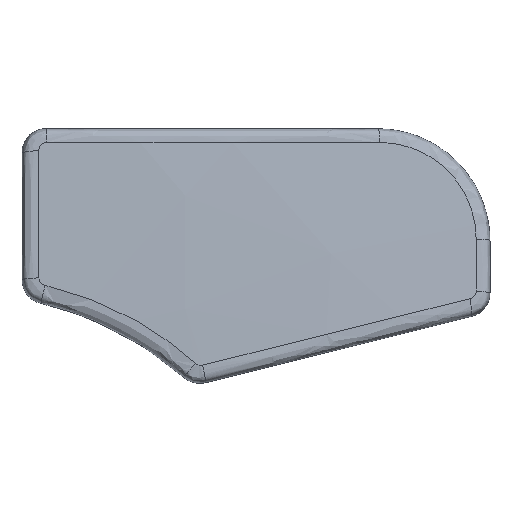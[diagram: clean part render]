
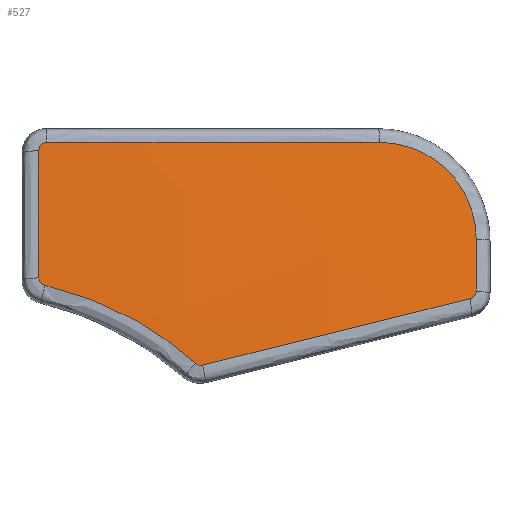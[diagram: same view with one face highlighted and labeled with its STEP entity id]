
A CAD part, top view. The second image highlights one B-rep face of the part: STEP entity #527.
In plain terms, the highlighted spherical face has radius 275 mm.
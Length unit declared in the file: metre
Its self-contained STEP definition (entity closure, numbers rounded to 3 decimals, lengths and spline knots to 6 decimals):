
#30=SPHERICAL_SURFACE('',#592,0.275);
#52=B_SPLINE_CURVE_WITH_KNOTS('',3,(#871,#872,#873,#874),.UNSPECIFIED.,
 .F.,.F.,(4,4),(0.,1.),.UNSPECIFIED.);
#53=B_SPLINE_CURVE_WITH_KNOTS('',3,(#877,#878,#879,#880),.UNSPECIFIED.,
 .F.,.F.,(4,4),(0.,1.),.UNSPECIFIED.);
#54=B_SPLINE_CURVE_WITH_KNOTS('',3,(#882,#883,#884,#885),.UNSPECIFIED.,
 .F.,.F.,(4,4),(0.,1.),.UNSPECIFIED.);
#55=B_SPLINE_CURVE_WITH_KNOTS('',3,(#887,#888,#889,#890),.UNSPECIFIED.,
 .F.,.F.,(4,4),(0.,1.),.UNSPECIFIED.);
#56=B_SPLINE_CURVE_WITH_KNOTS('',3,(#892,#893,#894,#895,#896,#897,#898),
 .UNSPECIFIED.,.F.,.F.,(4,1,1,1,4),(0.,0.25,0.5,0.75,1.),.UNSPECIFIED.);
#57=B_SPLINE_CURVE_WITH_KNOTS('',3,(#900,#901,#902,#903),.UNSPECIFIED.,
 .F.,.F.,(4,4),(0.,1.),.UNSPECIFIED.);
#58=B_SPLINE_CURVE_WITH_KNOTS('',3,(#905,#906,#907,#908),.UNSPECIFIED.,
 .F.,.F.,(4,4),(0.,1.),.UNSPECIFIED.);
#59=B_SPLINE_CURVE_WITH_KNOTS('',3,(#910,#911,#912,#913),.UNSPECIFIED.,
 .F.,.F.,(4,4),(0.,1.),.UNSPECIFIED.);
#60=B_SPLINE_CURVE_WITH_KNOTS('',3,(#915,#916,#917,#918),.UNSPECIFIED.,
 .F.,.F.,(4,4),(0.,1.),.UNSPECIFIED.);
#61=B_SPLINE_CURVE_WITH_KNOTS('',3,(#920,#921,#922,#923,#924,#925),
 .UNSPECIFIED.,.F.,.F.,(4,1,1,4),(0.,0.25,0.5,1.),.UNSPECIFIED.);
#142=ORIENTED_EDGE('',*,*,#284,.T.);
#143=ORIENTED_EDGE('',*,*,#285,.T.);
#144=ORIENTED_EDGE('',*,*,#286,.T.);
#145=ORIENTED_EDGE('',*,*,#287,.T.);
#146=ORIENTED_EDGE('',*,*,#288,.T.);
#147=ORIENTED_EDGE('',*,*,#289,.T.);
#148=ORIENTED_EDGE('',*,*,#290,.T.);
#149=ORIENTED_EDGE('',*,*,#291,.T.);
#150=ORIENTED_EDGE('',*,*,#292,.T.);
#151=ORIENTED_EDGE('',*,*,#293,.T.);
#284=EDGE_CURVE('',#350,#351,#52,.T.);
#285=EDGE_CURVE('',#351,#352,#53,.T.);
#286=EDGE_CURVE('',#352,#353,#54,.T.);
#287=EDGE_CURVE('',#353,#354,#55,.T.);
#288=EDGE_CURVE('',#354,#355,#56,.T.);
#289=EDGE_CURVE('',#355,#356,#57,.T.);
#290=EDGE_CURVE('',#356,#357,#58,.T.);
#291=EDGE_CURVE('',#357,#358,#59,.T.);
#292=EDGE_CURVE('',#358,#359,#60,.T.);
#293=EDGE_CURVE('',#359,#350,#61,.T.);
#350=VERTEX_POINT('',#875);
#351=VERTEX_POINT('',#876);
#352=VERTEX_POINT('',#881);
#353=VERTEX_POINT('',#886);
#354=VERTEX_POINT('',#891);
#355=VERTEX_POINT('',#899);
#356=VERTEX_POINT('',#904);
#357=VERTEX_POINT('',#909);
#358=VERTEX_POINT('',#914);
#359=VERTEX_POINT('',#919);
#433=EDGE_LOOP('',(#142,#143,#144,#145,#146,#147,#148,#149,#150,#151));
#477=FACE_BOUND('',#433,.T.);
#527=ADVANCED_FACE('',(#477),#30,.T.);
#592=AXIS2_PLACEMENT_3D('',#870,#683,#684);
#683=DIRECTION('',(1.,0.,0.));
#684=DIRECTION('',(0.,0.,1.));
#870=CARTESIAN_POINT('',(0.038795,-0.00334,-0.236461));
#871=CARTESIAN_POINT('',(0.058639,0.019578,0.036863));
#872=CARTESIAN_POINT('',(0.058812,0.019422,0.036864));
#873=CARTESIAN_POINT('',(0.059052,0.019363,0.036851));
#874=CARTESIAN_POINT('',(0.059279,0.019419,0.036829));
#875=CARTESIAN_POINT('',(0.058639,0.019578,0.036863));
#876=CARTESIAN_POINT('',(0.059279,0.019419,0.036829));
#877=CARTESIAN_POINT('',(0.059279,0.019419,0.036829));
#878=CARTESIAN_POINT('',(0.067929,0.021576,0.036001));
#879=CARTESIAN_POINT('',(0.076012,0.023591,0.034789));
#880=CARTESIAN_POINT('',(0.083513,0.025461,0.033346));
#881=CARTESIAN_POINT('',(0.083513,0.025461,0.033346));
#882=CARTESIAN_POINT('',(0.083513,0.025461,0.033346));
#883=CARTESIAN_POINT('',(0.083826,0.025539,0.033286));
#884=CARTESIAN_POINT('',(0.084047,0.02582,0.033219));
#885=CARTESIAN_POINT('',(0.084047,0.026144,0.033183));
#886=CARTESIAN_POINT('',(0.084047,0.026144,0.033183));
#887=CARTESIAN_POINT('',(0.084047,0.026144,0.033183));
#888=CARTESIAN_POINT('',(0.084047,0.027713,0.033012));
#889=CARTESIAN_POINT('',(0.084047,0.029281,0.032826));
#890=CARTESIAN_POINT('',(0.084047,0.030846,0.032628));
#891=CARTESIAN_POINT('',(0.084047,0.030846,0.032628));
#892=CARTESIAN_POINT('',(0.084047,0.030846,0.032628));
#893=CARTESIAN_POINT('',(0.084047,0.032005,0.03248));
#894=CARTESIAN_POINT('',(0.08359,0.034277,0.032253));
#895=CARTESIAN_POINT('',(0.081644,0.037199,0.032146));
#896=CARTESIAN_POINT('',(0.078715,0.039143,0.032297));
#897=CARTESIAN_POINT('',(0.076453,0.039594,0.032546));
#898=CARTESIAN_POINT('',(0.075299,0.039594,0.032703));
#899=CARTESIAN_POINT('',(0.075299,0.039594,0.032703));
#900=CARTESIAN_POINT('',(0.075299,0.039594,0.032703));
#901=CARTESIAN_POINT('',(0.06537,0.039594,0.034049));
#902=CARTESIAN_POINT('',(0.055296,0.039594,0.034856));
#903=CARTESIAN_POINT('',(0.045135,0.039594,0.035093));
#904=CARTESIAN_POINT('',(0.045135,0.039594,0.035093));
#905=CARTESIAN_POINT('',(0.045135,0.039594,0.035093));
#906=CARTESIAN_POINT('',(0.044745,0.039594,0.035102));
#907=CARTESIAN_POINT('',(0.044431,0.039278,0.035159));
#908=CARTESIAN_POINT('',(0.044431,0.03889,0.035219));
#909=CARTESIAN_POINT('',(0.044431,0.03889,0.035219));
#910=CARTESIAN_POINT('',(0.044431,0.03889,0.035219));
#911=CARTESIAN_POINT('',(0.044431,0.035053,0.035815));
#912=CARTESIAN_POINT('',(0.044431,0.031203,0.036331));
#913=CARTESIAN_POINT('',(0.044431,0.027344,0.036764));
#914=CARTESIAN_POINT('',(0.044431,0.027344,0.036764));
#915=CARTESIAN_POINT('',(0.044431,0.027344,0.036764));
#916=CARTESIAN_POINT('',(0.044431,0.027016,0.036801));
#917=CARTESIAN_POINT('',(0.044657,0.026731,0.036827));
#918=CARTESIAN_POINT('',(0.044977,0.026658,0.036828));
#919=CARTESIAN_POINT('',(0.044977,0.026658,0.036828));
#920=CARTESIAN_POINT('',(0.044977,0.026658,0.036828));
#921=CARTESIAN_POINT('',(0.046251,0.026366,0.036832));
#922=CARTESIAN_POINT('',(0.048737,0.025628,0.036838));
#923=CARTESIAN_POINT('',(0.053525,0.023511,0.03685));
#924=CARTESIAN_POINT('',(0.056704,0.021311,0.036858));
#925=CARTESIAN_POINT('',(0.058639,0.019578,0.036863));
